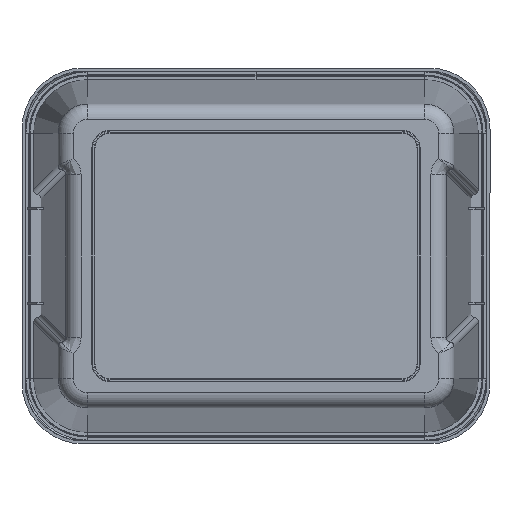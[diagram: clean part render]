
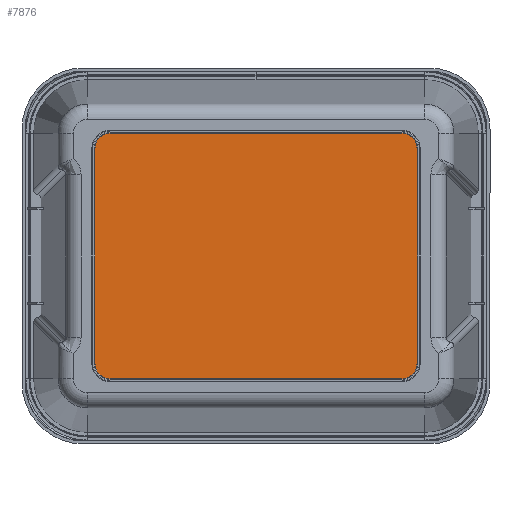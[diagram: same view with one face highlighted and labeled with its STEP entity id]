
A CAD part, front view. The second image highlights one B-rep face of the part: STEP entity #7876.
In plain terms, the highlighted planar face has unit normal (0, -1, 0).
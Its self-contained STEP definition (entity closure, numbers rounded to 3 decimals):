
#47 = DIRECTION ( 'NONE',  ( 0., -1., 0. ) ) ;
#116 = DIRECTION ( 'NONE',  ( 0., 0., 1. ) ) ;
#139 = CARTESIAN_POINT ( 'NONE',  ( 95., -315., -70. ) ) ;
#403 = CARTESIAN_POINT ( 'NONE',  ( 95., -315., 80. ) ) ;
#678 = DIRECTION ( 'NONE',  ( 0., 0., -1. ) ) ;
#787 = LINE ( 'NONE', #970, #14955 ) ;
#853 = VERTEX_POINT ( 'NONE', #10027 ) ;
#970 = CARTESIAN_POINT ( 'NONE',  ( 95., -315., 80. ) ) ;
#1532 = EDGE_CURVE ( 'NONE', #8676, #16975, #14407, .T. ) ;
#1796 = VECTOR ( 'NONE', #678, 1000. ) ;
#1812 = DIRECTION ( 'NONE',  ( 0., 0., -1. ) ) ;
#1969 = ORIENTED_EDGE ( 'NONE', *, *, #12363, .T. ) ;
#2122 = PLANE ( 'NONE',  #11860 ) ;
#2341 = DIRECTION ( 'NONE',  ( 1., 0., 0. ) ) ;
#2565 = DIRECTION ( 'NONE',  ( 0., -1., 0. ) ) ;
#2991 = CARTESIAN_POINT ( 'NONE',  ( -105., -315., 70. ) ) ;
#3185 = CARTESIAN_POINT ( 'NONE',  ( -95., -315., 70. ) ) ;
#3359 = DIRECTION ( 'NONE',  ( 0., 0., -1. ) ) ;
#3609 = CARTESIAN_POINT ( 'NONE',  ( -110., -315., -80. ) ) ;
#3902 = VERTEX_POINT ( 'NONE', #2991 ) ;
#4002 = VERTEX_POINT ( 'NONE', #16156 ) ;
#4518 = VERTEX_POINT ( 'NONE', #10557 ) ;
#5008 = DIRECTION ( 'NONE',  ( 0., 0., -1. ) ) ;
#5804 = VERTEX_POINT ( 'NONE', #16570 ) ;
#6837 = CARTESIAN_POINT ( 'NONE',  ( -95., -315., -70. ) ) ;
#7565 = ORIENTED_EDGE ( 'NONE', *, *, #14734, .T. ) ;
#7609 = CARTESIAN_POINT ( 'NONE',  ( 105., -315., -70. ) ) ;
#7857 = AXIS2_PLACEMENT_3D ( 'NONE', #3185, #13217, #3359 ) ;
#7876 = ADVANCED_FACE ( 'NONE', ( #15030 ), #2122, .T. ) ;
#8560 = CARTESIAN_POINT ( 'NONE',  ( 105., -315., -70. ) ) ;
#8676 = VERTEX_POINT ( 'NONE', #7609 ) ;
#9049 = LINE ( 'NONE', #14704, #1796 ) ;
#9134 = LINE ( 'NONE', #13771, #11626 ) ;
#9236 = EDGE_CURVE ( 'NONE', #4002, #5804, #12869, .T. ) ;
#9586 = EDGE_CURVE ( 'NONE', #11167, #853, #787, .T. ) ;
#9701 = EDGE_CURVE ( 'NONE', #4518, #8676, #17902, .T. ) ;
#9831 = EDGE_CURVE ( 'NONE', #853, #3902, #14099, .T. ) ;
#9846 = ORIENTED_EDGE ( 'NONE', *, *, #9831, .T. ) ;
#10027 = CARTESIAN_POINT ( 'NONE',  ( -95., -315., 80. ) ) ;
#10235 = CARTESIAN_POINT ( 'NONE',  ( 105., -315., 70. ) ) ;
#10557 = CARTESIAN_POINT ( 'NONE',  ( 95., -315., -80. ) ) ;
#11167 = VERTEX_POINT ( 'NONE', #403 ) ;
#11626 = VECTOR ( 'NONE', #2341, 1000. ) ;
#11860 = AXIS2_PLACEMENT_3D ( 'NONE', #3609, #17799, #5008 ) ;
#12321 = EDGE_CURVE ( 'NONE', #3902, #4002, #9049, .T. ) ;
#12363 = EDGE_CURVE ( 'NONE', #5804, #4518, #9134, .T. ) ;
#12398 = DIRECTION ( 'NONE',  ( -1., 0., 0. ) ) ;
#12869 = CIRCLE ( 'NONE', #15822, 10. ) ;
#12996 = ORIENTED_EDGE ( 'NONE', *, *, #1532, .T. ) ;
#13052 = ORIENTED_EDGE ( 'NONE', *, *, #9236, .T. ) ;
#13217 = DIRECTION ( 'NONE',  ( 0., -1., 0. ) ) ;
#13260 = VECTOR ( 'NONE', #116, 1000. ) ;
#13771 = CARTESIAN_POINT ( 'NONE',  ( 95., -315., -80. ) ) ;
#13776 = AXIS2_PLACEMENT_3D ( 'NONE', #139, #47, #15712 ) ;
#14099 = CIRCLE ( 'NONE', #7857, 10. ) ;
#14179 = CARTESIAN_POINT ( 'NONE',  ( 95., -315., 70. ) ) ;
#14212 = ORIENTED_EDGE ( 'NONE', *, *, #12321, .T. ) ;
#14360 = DIRECTION ( 'NONE',  ( 0., -1., 0. ) ) ;
#14407 = LINE ( 'NONE', #8560, #13260 ) ;
#14704 = CARTESIAN_POINT ( 'NONE',  ( -105., -315., -70. ) ) ;
#14734 = EDGE_CURVE ( 'NONE', #16975, #11167, #15501, .T. ) ;
#14955 = VECTOR ( 'NONE', #12398, 1000. ) ;
#15030 = FACE_OUTER_BOUND ( 'NONE', #16640, .T. ) ;
#15099 = DIRECTION ( 'NONE',  ( 0., 0., -1. ) ) ;
#15501 = CIRCLE ( 'NONE', #16683, 10. ) ;
#15712 = DIRECTION ( 'NONE',  ( 0., 0., 1. ) ) ;
#15822 = AXIS2_PLACEMENT_3D ( 'NONE', #6837, #2565, #15099 ) ;
#16156 = CARTESIAN_POINT ( 'NONE',  ( -105., -315., -70. ) ) ;
#16429 = ORIENTED_EDGE ( 'NONE', *, *, #9701, .T. ) ;
#16570 = CARTESIAN_POINT ( 'NONE',  ( -95., -315., -80. ) ) ;
#16640 = EDGE_LOOP ( 'NONE', ( #7565, #16847, #9846, #14212, #13052, #1969, #16429, #12996 ) ) ;
#16683 = AXIS2_PLACEMENT_3D ( 'NONE', #14179, #14360, #1812 ) ;
#16847 = ORIENTED_EDGE ( 'NONE', *, *, #9586, .T. ) ;
#16975 = VERTEX_POINT ( 'NONE', #10235 ) ;
#17799 = DIRECTION ( 'NONE',  ( 0., -1., 0. ) ) ;
#17902 = CIRCLE ( 'NONE', #13776, 10. ) ;
